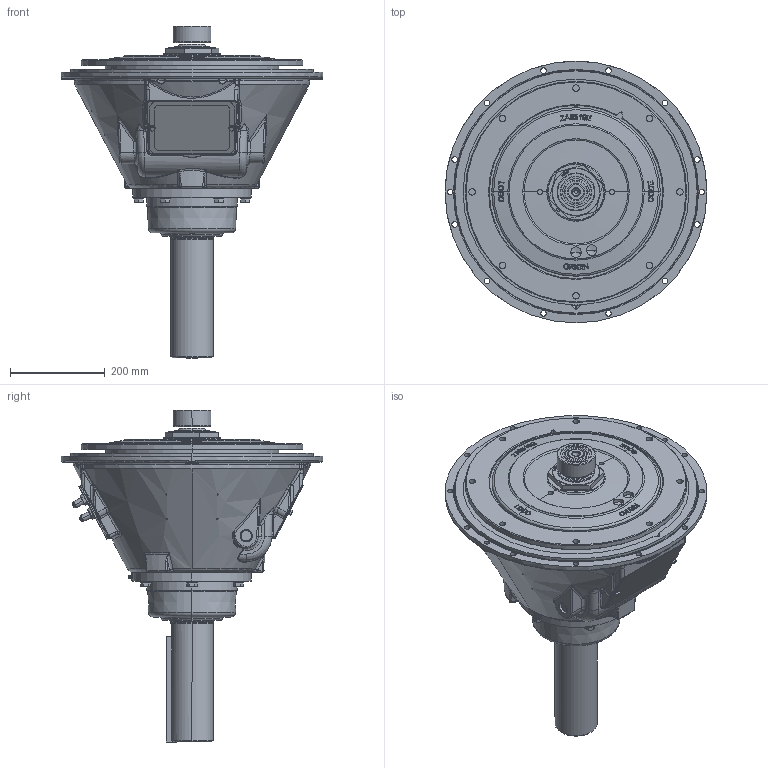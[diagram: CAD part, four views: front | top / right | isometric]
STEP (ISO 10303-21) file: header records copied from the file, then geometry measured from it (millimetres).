
FILE_DESCRIPTION (( 'STEP AP214' ), '1' );
FILE_NAME (' 1030489A.step', '2019-01-14T21:04:00', ( 'TDI' ), ( 'Twin Disc Inc' ), 'SwSTEP 2.0', 'SolidWorks 2015', '' );
FILE_SCHEMA (( 'AUTOMOTIVE_DESIGN' ));
Length unit declared in the file: millimetre
Products named in the file (1):  1030489A
Bounding box: 552.45 x 552.45 x 700.28 mm (x, y, z)
Surface area: 1447495.4 mm2 (no closed solid volume)
Topology: 0 solids, 90 shells, 1194 faces, 3717 edges, 2529 vertices
Faces by surface type: bspline 363, plane 310, cylinder 249, cone 134, torus 114, sphere 24
Entity records: 76112 total; most frequent: CARTESIAN_POINT 33917, ORIENTED_EDGE 5939, DIRECTION 5269, EDGE_CURVE 3680, VERTEX_POINT 2526, AXIS2_PLACEMENT_3D 2094, EDGE_LOOP 1353, CIRCLE 1262
